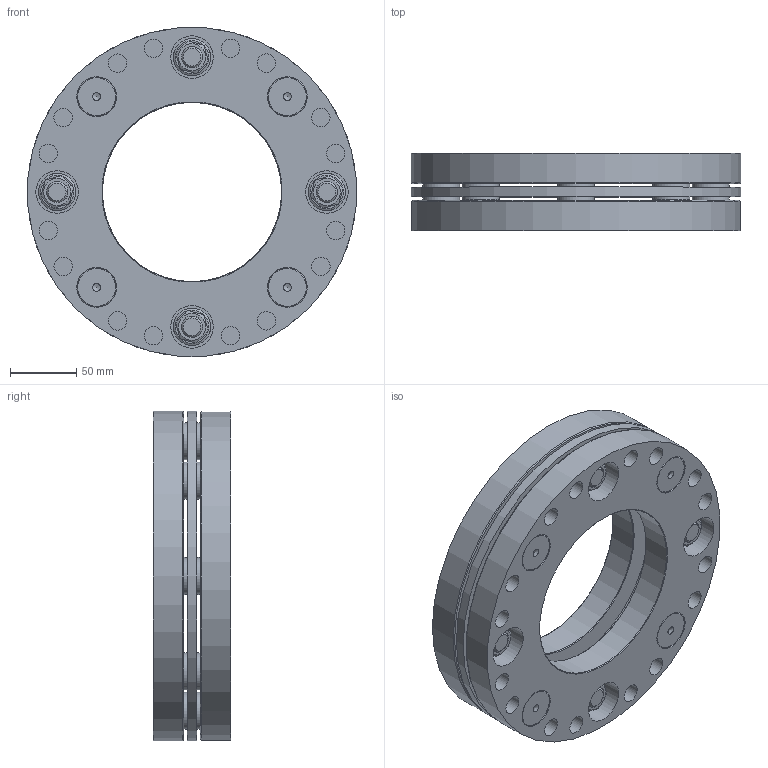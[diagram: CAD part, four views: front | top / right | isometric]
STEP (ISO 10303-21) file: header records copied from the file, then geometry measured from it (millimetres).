
FILE_DESCRIPTION(/* description */ ('Unknown'),/* implementation_level */ '2;1');
FILE_NAME(/* name */ 'HK20-110-00-00',/* time_stamp */ '2020-09-14T13:42:33+02:00',/* author */ ('Unknown'),/* organization */ ('Unknown'),/* preprocessor_version */ 'ST-DEVELOPER v16.7',/* originating_system */ 'Solid Edge',/* authorisation */ 'Unknown');
FILE_SCHEMA (('AUTOMOTIVE_DESIGN {1 0 10303 214 3 1 1}'));
Length unit declared in the file: millimetre
Products named in the file (1): Part7
Bounding box: 248 x 58.2 x 248 mm (x, y, z)
Volume: 1581435.3 mm3; surface area: 296990 mm2
Topology: 1 solids, 1 shells, 362 faces, 834 edges, 518 vertices
Faces by surface type: plane 142, cylinder 134, cone 60, torus 26
Full cylindrical faces by diameter (mm): 13.835 x32, 28 x24, 29.5 x8, 30 x8, 32 x8, 135 x2, 160 x1, 248 x3
Entity records: 11777 total; most frequent: CARTESIAN_POINT 1703, DIRECTION 1674, ORIENTED_EDGE 1188, AXIS2_PLACEMENT_3D 765, FACE_BOUND 684, EDGE_LOOP 676, EDGE_CURVE 594, VERTEX_POINT 458
